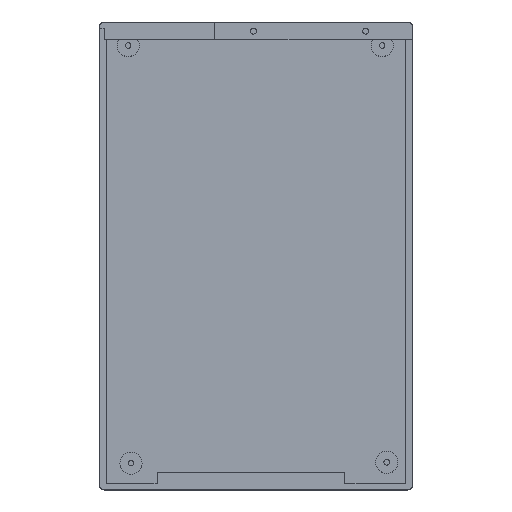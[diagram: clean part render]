
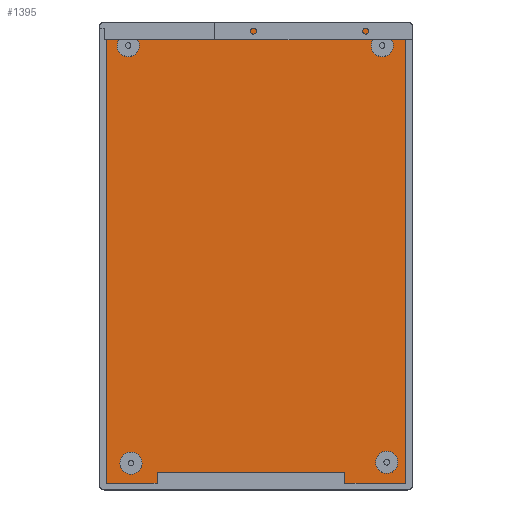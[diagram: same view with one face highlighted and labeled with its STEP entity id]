
A CAD part, top view. The second image highlights one B-rep face of the part: STEP entity #1395.
In plain terms, the highlighted planar face has unit normal (0, 0, 1).
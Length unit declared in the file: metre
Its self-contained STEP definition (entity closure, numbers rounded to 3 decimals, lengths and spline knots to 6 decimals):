
#43 = LINE ( 'NONE', #1499, #447 ) ;
#48 = DIRECTION ( 'NONE',  ( 1., 0., 0. ) ) ;
#55 = DIRECTION ( 'NONE',  ( 1., 0., 0. ) ) ;
#63 = CARTESIAN_POINT ( 'NONE',  ( 0.142113, 0.033782, -0.011 ) ) ;
#77 = EDGE_CURVE ( 'NONE', #603, #325, #516, .T. ) ;
#86 = FACE_BOUND ( 'NONE', #2025, .T. ) ;
#198 = DIRECTION ( 'NONE',  ( 1., 0., 0. ) ) ;
#210 = CARTESIAN_POINT ( 'NONE',  ( 0.025527, 0.221742, -0.011 ) ) ;
#219 = CIRCLE ( 'NONE', #1702, 0.005 ) ;
#227 = DIRECTION ( 'NONE',  ( 0., 0., 1. ) ) ;
#231 = AXIS2_PLACEMENT_3D ( 'NONE', #252, #227, #48 ) ;
#252 = CARTESIAN_POINT ( 'NONE',  ( 0.026797, 0.033401, -0.011 ) ) ;
#264 = VERTEX_POINT ( 'NONE', #1466 ) ;
#270 = FACE_BOUND ( 'NONE', #1103, .T. ) ;
#286 = EDGE_LOOP ( 'NONE', ( #710, #2274 ) ) ;
#295 = DIRECTION ( 'NONE',  ( 1., 0., 0. ) ) ;
#296 = CARTESIAN_POINT ( 'NONE',  ( 0.015701, 0.232314, -0.011 ) ) ;
#325 = VERTEX_POINT ( 'NONE', #2241 ) ;
#336 = VERTEX_POINT ( 'NONE', #1525 ) ;
#354 = EDGE_CURVE ( 'NONE', #264, #1846, #1854, .T. ) ;
#380 = EDGE_LOOP ( 'NONE', ( #1746, #1387, #1657, #1026 ) ) ;
#385 = VECTOR ( 'NONE', #1382, 1. ) ;
#392 = VERTEX_POINT ( 'NONE', #1322 ) ;
#437 = AXIS2_PLACEMENT_3D ( 'NONE', #881, #1951, #1580 ) ;
#444 = DIRECTION ( 'NONE',  ( 1., 0., 0. ) ) ;
#447 = VECTOR ( 'NONE', #576, 1. ) ;
#464 = EDGE_CURVE ( 'NONE', #1564, #264, #1212, .T. ) ;
#502 = CARTESIAN_POINT ( 'NONE',  ( 0.025527, 0.221742, -0.011 ) ) ;
#512 = EDGE_CURVE ( 'NONE', #1846, #1903, #995, .T. ) ;
#516 = CIRCLE ( 'NONE', #1422, 0.005 ) ;
#520 = ORIENTED_EDGE ( 'NONE', *, *, #2041, .F. ) ;
#551 = CARTESIAN_POINT ( 'NONE',  ( 0.020527, 0.221742, -0.011 ) ) ;
#564 = CARTESIAN_POINT ( 'NONE',  ( 0.140081, 0.221742, -0.011 ) ) ;
#576 = DIRECTION ( 'NONE',  ( -1., 0., 0. ) ) ;
#579 = EDGE_CURVE ( 'NONE', #2014, #336, #1238, .T. ) ;
#603 = VERTEX_POINT ( 'NONE', #1622 ) ;
#710 = ORIENTED_EDGE ( 'NONE', *, *, #955, .F. ) ;
#711 = ORIENTED_EDGE ( 'NONE', *, *, #2229, .F. ) ;
#769 = DIRECTION ( 'NONE',  ( 0., 0., 1. ) ) ;
#776 = CARTESIAN_POINT ( 'NONE',  ( 0.150669, 0.024337, -0.011 ) ) ;
#795 = CARTESIAN_POINT ( 'NONE',  ( 0.137113, 0.033782, -0.011 ) ) ;
#819 = PLANE ( 'NONE',  #2232 ) ;
#862 = CARTESIAN_POINT ( 'NONE',  ( 0.150669, 0.232314, -0.011 ) ) ;
#881 = CARTESIAN_POINT ( 'NONE',  ( 0.142113, 0.033782, -0.011 ) ) ;
#897 = CIRCLE ( 'NONE', #1197, 0.005 ) ;
#915 = ORIENTED_EDGE ( 'NONE', *, *, #1248, .F. ) ;
#916 = AXIS2_PLACEMENT_3D ( 'NONE', #1359, #2288, #444 ) ;
#955 = EDGE_CURVE ( 'NONE', #325, #603, #1260, .T. ) ;
#968 = VERTEX_POINT ( 'NONE', #1858 ) ;
#995 = LINE ( 'NONE', #862, #1433 ) ;
#1003 = VERTEX_POINT ( 'NONE', #795 ) ;
#1026 = ORIENTED_EDGE ( 'NONE', *, *, #1871, .T. ) ;
#1103 = EDGE_LOOP ( 'NONE', ( #2333, #520 ) ) ;
#1128 = CARTESIAN_POINT ( 'NONE',  ( 0.150669, 0.229314, -0.011 ) ) ;
#1153 = CIRCLE ( 'NONE', #437, 0.005 ) ;
#1163 = FACE_BOUND ( 'NONE', #286, .T. ) ;
#1197 = AXIS2_PLACEMENT_3D ( 'NONE', #210, #769, #55 ) ;
#1198 = CARTESIAN_POINT ( 'NONE',  ( 0.147113, 0.033782, -0.011 ) ) ;
#1202 = DIRECTION ( 'NONE',  ( 1., 0., 0. ) ) ;
#1212 = LINE ( 'NONE', #296, #385 ) ;
#1222 = DIRECTION ( 'NONE',  ( 0., 0., 1. ) ) ;
#1238 = CIRCLE ( 'NONE', #1351, 0.005 ) ;
#1248 = EDGE_CURVE ( 'NONE', #336, #2014, #897, .T. ) ;
#1260 = CIRCLE ( 'NONE', #231, 0.005 ) ;
#1288 = DIRECTION ( 'NONE',  ( 0., 0., 1. ) ) ;
#1322 = CARTESIAN_POINT ( 'NONE',  ( 0.135081, 0.221742, -0.011 ) ) ;
#1351 = AXIS2_PLACEMENT_3D ( 'NONE', #502, #1222, #1730 ) ;
#1359 = CARTESIAN_POINT ( 'NONE',  ( 0.140081, 0.221742, -0.011 ) ) ;
#1370 = DIRECTION ( 'NONE',  ( 0., 0., 1. ) ) ;
#1382 = DIRECTION ( 'NONE',  ( 0., -1., 0. ) ) ;
#1387 = ORIENTED_EDGE ( 'NONE', *, *, #354, .T. ) ;
#1395 = ADVANCED_FACE ( 'NONE', ( #86, #1535, #1163, #270, #2265 ), #819, .T. ) ;
#1422 = AXIS2_PLACEMENT_3D ( 'NONE', #1537, #2253, #1202 ) ;
#1433 = VECTOR ( 'NONE', #1923, 1. ) ;
#1466 = CARTESIAN_POINT ( 'NONE',  ( 0.015701, 0.024337, -0.011 ) ) ;
#1475 = EDGE_CURVE ( 'NONE', #392, #968, #1522, .T. ) ;
#1487 = DIRECTION ( 'NONE',  ( 1., 0., 0. ) ) ;
#1499 = CARTESIAN_POINT ( 'NONE',  ( 0.012701, 0.229314, -0.011 ) ) ;
#1522 = CIRCLE ( 'NONE', #916, 0.005 ) ;
#1525 = CARTESIAN_POINT ( 'NONE',  ( 0.030527, 0.221742, -0.011 ) ) ;
#1535 = FACE_BOUND ( 'NONE', #1659, .T. ) ;
#1536 = CARTESIAN_POINT ( 'NONE',  ( 0.012701, 0.024337, -0.011 ) ) ;
#1537 = CARTESIAN_POINT ( 'NONE',  ( 0.026797, 0.033401, -0.011 ) ) ;
#1564 = VERTEX_POINT ( 'NONE', #2167 ) ;
#1580 = DIRECTION ( 'NONE',  ( 1., 0., 0. ) ) ;
#1596 = VECTOR ( 'NONE', #1842, 1. ) ;
#1622 = CARTESIAN_POINT ( 'NONE',  ( 0.031797, 0.033401, -0.011 ) ) ;
#1657 = ORIENTED_EDGE ( 'NONE', *, *, #512, .T. ) ;
#1659 = EDGE_LOOP ( 'NONE', ( #1975, #711 ) ) ;
#1702 = AXIS2_PLACEMENT_3D ( 'NONE', #564, #2225, #1487 ) ;
#1730 = DIRECTION ( 'NONE',  ( 1., 0., 0. ) ) ;
#1739 = CARTESIAN_POINT ( 'NONE',  ( 0., 0., -0.011 ) ) ;
#1746 = ORIENTED_EDGE ( 'NONE', *, *, #464, .T. ) ;
#1841 = EDGE_CURVE ( 'NONE', #1003, #1973, #2108, .T. ) ;
#1842 = DIRECTION ( 'NONE',  ( 1., 0., 0. ) ) ;
#1846 = VERTEX_POINT ( 'NONE', #776 ) ;
#1854 = LINE ( 'NONE', #1536, #1596 ) ;
#1858 = CARTESIAN_POINT ( 'NONE',  ( 0.145081, 0.221742, -0.011 ) ) ;
#1871 = EDGE_CURVE ( 'NONE', #1903, #1564, #43, .T. ) ;
#1885 = AXIS2_PLACEMENT_3D ( 'NONE', #63, #1288, #198 ) ;
#1903 = VERTEX_POINT ( 'NONE', #1128 ) ;
#1923 = DIRECTION ( 'NONE',  ( 0., 1., 0. ) ) ;
#1951 = DIRECTION ( 'NONE',  ( 0., 0., 1. ) ) ;
#1973 = VERTEX_POINT ( 'NONE', #1198 ) ;
#1975 = ORIENTED_EDGE ( 'NONE', *, *, #1475, .F. ) ;
#2014 = VERTEX_POINT ( 'NONE', #551 ) ;
#2025 = EDGE_LOOP ( 'NONE', ( #2255, #915 ) ) ;
#2041 = EDGE_CURVE ( 'NONE', #1973, #1003, #1153, .T. ) ;
#2108 = CIRCLE ( 'NONE', #1885, 0.005 ) ;
#2167 = CARTESIAN_POINT ( 'NONE',  ( 0.015701, 0.229314, -0.011 ) ) ;
#2225 = DIRECTION ( 'NONE',  ( 0., 0., 1. ) ) ;
#2229 = EDGE_CURVE ( 'NONE', #968, #392, #219, .T. ) ;
#2232 = AXIS2_PLACEMENT_3D ( 'NONE', #1739, #1370, #295 ) ;
#2241 = CARTESIAN_POINT ( 'NONE',  ( 0.021797, 0.033401, -0.011 ) ) ;
#2253 = DIRECTION ( 'NONE',  ( 0., 0., 1. ) ) ;
#2255 = ORIENTED_EDGE ( 'NONE', *, *, #579, .F. ) ;
#2265 = FACE_OUTER_BOUND ( 'NONE', #380, .T. ) ;
#2274 = ORIENTED_EDGE ( 'NONE', *, *, #77, .F. ) ;
#2288 = DIRECTION ( 'NONE',  ( 0., 0., 1. ) ) ;
#2333 = ORIENTED_EDGE ( 'NONE', *, *, #1841, .F. ) ;
